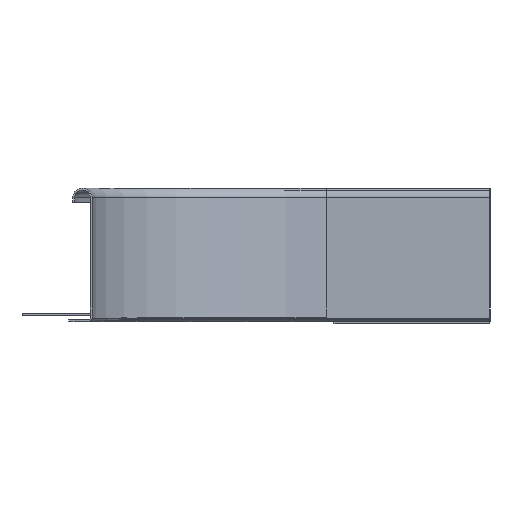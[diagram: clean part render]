
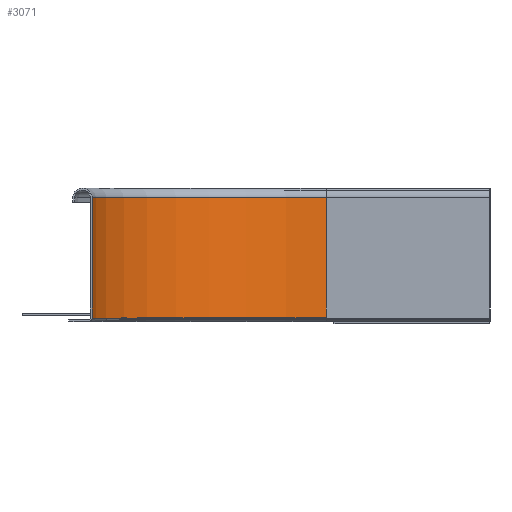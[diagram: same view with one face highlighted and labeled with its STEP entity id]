
A CAD part, left-side view. The second image highlights one B-rep face of the part: STEP entity #3071.
In plain terms, the highlighted cylindrical face has radius 150 mm (diameter 300 mm), a partial arc.
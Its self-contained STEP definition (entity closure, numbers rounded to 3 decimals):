
#2635=DIRECTION('',(0.,1.,0.));
#2636=VECTOR('',#2635,77.);
#2637=CARTESIAN_POINT('',(0.,2.25,-105.));
#2638=LINE('',#2637,#2636);
#2639=DIRECTION('',(0.,-1.,0.));
#2640=VECTOR('',#2639,77.);
#2641=CARTESIAN_POINT('',(-150.,79.25,-255.));
#2642=LINE('',#2641,#2640);
#2818=CARTESIAN_POINT('',(-150.,79.25,-105.));
#2819=DIRECTION('',(0.,-1.,0.));
#2820=DIRECTION('',(0.,0.,-1.));
#2821=AXIS2_PLACEMENT_3D('',#2818,#2819,#2820);
#2884=CARTESIAN_POINT('',(-150.,2.25,-105.));
#2885=DIRECTION('',(0.,1.,0.));
#2886=DIRECTION('',(1.,0.,0.));
#2887=AXIS2_PLACEMENT_3D('',#2884,#2885,#2886);
#2909=CARTESIAN_POINT('',(-150.,2.25,-255.));
#2911=VERTEX_POINT('',#2909);
#2917=CARTESIAN_POINT('',(-150.,79.25,-255.));
#2918=VERTEX_POINT('',#2917);
#2942=CARTESIAN_POINT('',(0.,2.25,-105.));
#2944=VERTEX_POINT('',#2942);
#2945=CARTESIAN_POINT('',(0.,79.25,-105.));
#2946=VERTEX_POINT('',#2945);
#3057=CARTESIAN_POINT('',(-150.,0.,-105.));
#3058=DIRECTION('',(0.,1.,0.));
#3059=DIRECTION('',(0.,0.,1.));
#3060=AXIS2_PLACEMENT_3D('',#3057,#3058,#3059);
#3061=CYLINDRICAL_SURFACE('',#3060,150.);
#3063=ORIENTED_EDGE('',*,*,#3062,.F.);
#3065=ORIENTED_EDGE('',*,*,#3064,.T.);
#3066=ORIENTED_EDGE('',*,*,#3048,.F.);
#3068=ORIENTED_EDGE('',*,*,#3067,.T.);
#3069=EDGE_LOOP('',(#3063,#3065,#3066,#3068));
#3070=FACE_OUTER_BOUND('',#3069,.F.);
#3071=ADVANCED_FACE('',(#3070),#3061,.F.);
#2822=CIRCLE('',#2821,150.);
#2888=CIRCLE('',#2887,150.);
#3048=EDGE_CURVE('',#2918,#2911,#2642,.T.);
#3062=EDGE_CURVE('',#2944,#2946,#2638,.T.);
#3064=EDGE_CURVE('',#2944,#2911,#2888,.T.);
#3067=EDGE_CURVE('',#2918,#2946,#2822,.T.);
